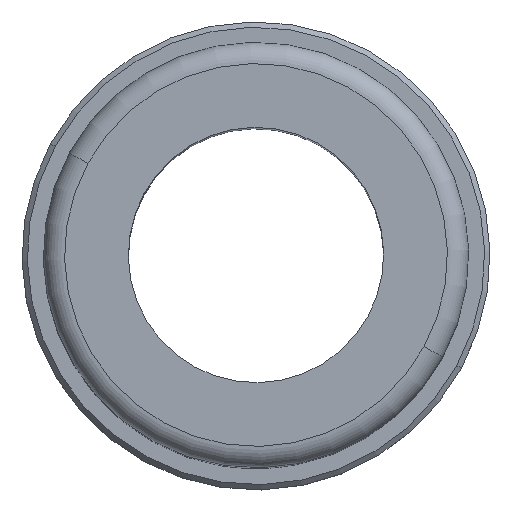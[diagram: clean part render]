
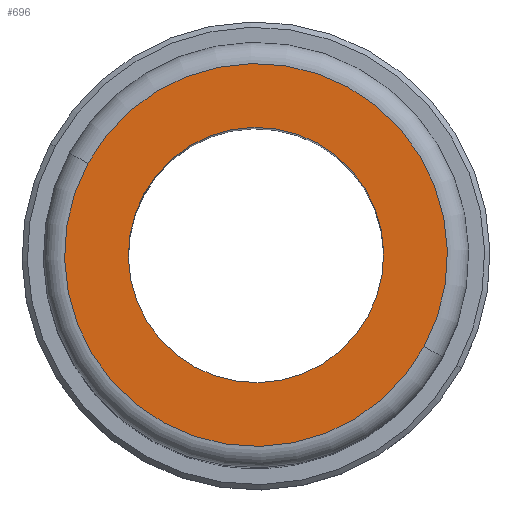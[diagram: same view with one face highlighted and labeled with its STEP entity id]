
A CAD part, top view. The second image highlights one B-rep face of the part: STEP entity #696.
In plain terms, the highlighted planar face has unit normal (0, 0, 1).
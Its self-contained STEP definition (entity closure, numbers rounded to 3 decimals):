
#193=CARTESIAN_POINT('Axis2P3D Location',(0.,0.,57.)) ;
#197=CARTESIAN_POINT('Vertex',(10.531,-5.753,57.)) ;
#199=CARTESIAN_POINT('Vertex',(-10.531,5.753,57.)) ;
#634=CARTESIAN_POINT('Vertex',(-15.796,8.63,57.)) ;
#637=CARTESIAN_POINT('Axis2P3D Location',(0.,0.,57.)) ;
#641=CARTESIAN_POINT('Vertex',(15.796,-8.63,57.)) ;
#661=CARTESIAN_POINT('Axis2P3D Location',(0.,0.,57.)) ;
#678=CARTESIAN_POINT('Axis2P3D Location',(-12.,0.,57.)) ;
#687=CARTESIAN_POINT('Axis2P3D Location',(0.,0.,57.)) ;
#194=DIRECTION('Axis2P3D Direction',(0.,0.,-1.)) ;
#638=DIRECTION('Axis2P3D Direction',(-0.,0.,-1.)) ;
#662=DIRECTION('Axis2P3D Direction',(0.,0.,-1.)) ;
#679=DIRECTION('Axis2P3D Direction',(0.,0.,-1.)) ;
#680=DIRECTION('Axis2P3D XDirection',(1.,0.,0.)) ;
#688=DIRECTION('Axis2P3D Direction',(0.,0.,-1.)) ;
#195=AXIS2_PLACEMENT_3D('Circle Axis2P3D',#193,#194,$) ;
#639=AXIS2_PLACEMENT_3D('Circle Axis2P3D',#637,#638,$) ;
#663=AXIS2_PLACEMENT_3D('Circle Axis2P3D',#661,#662,$) ;
#681=AXIS2_PLACEMENT_3D('Plane Axis2P3D',#678,#679,#680) ;
#689=AXIS2_PLACEMENT_3D('Circle Axis2P3D',#687,#688,$) ;
#684=ORIENTED_EDGE('',*,*,#643,.F.) ;
#685=ORIENTED_EDGE('',*,*,#665,.F.) ;
#693=ORIENTED_EDGE('',*,*,#201,.T.) ;
#694=ORIENTED_EDGE('',*,*,#691,.T.) ;
#695=FACE_BOUND('',#692,.T.) ;
#696=ADVANCED_FACE('PartBody',(#686,#695),#682,.F.) ;
#196=CIRCLE('generated circle',#195,12.) ;
#640=CIRCLE('generated circle',#639,18.) ;
#664=CIRCLE('generated circle',#663,18.) ;
#690=CIRCLE('generated circle',#689,12.) ;
#201=EDGE_CURVE('',#198,#200,#196,.T.) ;
#643=EDGE_CURVE('',#635,#642,#640,.T.) ;
#665=EDGE_CURVE('',#642,#635,#664,.T.) ;
#691=EDGE_CURVE('',#200,#198,#690,.T.) ;
#683=EDGE_LOOP('',(#684,#685)) ;
#692=EDGE_LOOP('',(#693,#694)) ;
#686=FACE_OUTER_BOUND('',#683,.T.) ;
#682=PLANE('Plane',#681) ;
#198=VERTEX_POINT('',#197) ;
#200=VERTEX_POINT('',#199) ;
#635=VERTEX_POINT('',#634) ;
#642=VERTEX_POINT('',#641) ;
